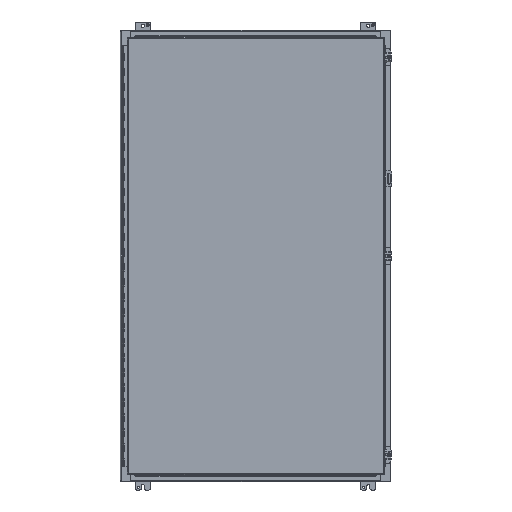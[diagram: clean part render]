
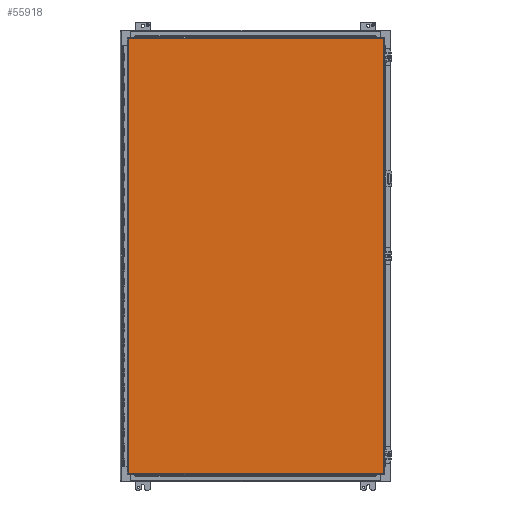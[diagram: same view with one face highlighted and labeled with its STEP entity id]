
A CAD part, front view. The second image highlights one B-rep face of the part: STEP entity #55918.
In plain terms, the highlighted planar face has unit normal (0, -1, 0).
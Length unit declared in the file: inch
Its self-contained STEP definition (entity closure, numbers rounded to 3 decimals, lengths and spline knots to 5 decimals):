
#1324 = AXIS2_PLACEMENT_3D ( 'NONE', #33895, #24955, #28429 ) ;
#1830 = DIRECTION ( 'NONE',  ( 0., 0., 1. ) ) ;
#2423 = PLANE ( 'NONE',  #1324 ) ;
#2986 = FACE_OUTER_BOUND ( 'NONE', #55109, .T. ) ;
#5729 = ORIENTED_EDGE ( 'NONE', *, *, #54754, .F. ) ;
#7870 = CARTESIAN_POINT ( 'NONE',  ( -16.955, -17.185, 28.9945 ) ) ;
#9959 = CARTESIAN_POINT ( 'NONE',  ( 17.017, -17.185, 28.9945 ) ) ;
#9987 = DIRECTION ( 'NONE',  ( -1., 0., 0. ) ) ;
#12856 = CARTESIAN_POINT ( 'NONE',  ( -16.955, -17.185, -28.9945 ) ) ;
#15034 = VERTEX_POINT ( 'NONE', #12856 ) ;
#19196 = DIRECTION ( 'NONE',  ( 0., 0., -1. ) ) ;
#19501 = EDGE_CURVE ( 'NONE', #49974, #20368, #41125, .T. ) ;
#20368 = VERTEX_POINT ( 'NONE', #56465 ) ;
#22516 = CARTESIAN_POINT ( 'NONE',  ( 17.017, -17.185, 28.9945 ) ) ;
#23203 = VECTOR ( 'NONE', #46555, 39.37008 ) ;
#24955 = DIRECTION ( 'NONE',  ( 0., -1., 0. ) ) ;
#25029 = EDGE_CURVE ( 'NONE', #15034, #27281, #46013, .T. ) ;
#27281 = VERTEX_POINT ( 'NONE', #7870 ) ;
#28429 = DIRECTION ( 'NONE',  ( 0., 0., -1. ) ) ;
#30582 = ORIENTED_EDGE ( 'NONE', *, *, #19501, .F. ) ;
#33443 = VECTOR ( 'NONE', #9987, 39.37008 ) ;
#33895 = CARTESIAN_POINT ( 'NONE',  ( -16.955, -17.185, -28.9945 ) ) ;
#34896 = VECTOR ( 'NONE', #1830, 39.37008 ) ;
#35783 = VECTOR ( 'NONE', #19196, 39.37008 ) ;
#35950 = LINE ( 'NONE', #36517, #33443 ) ;
#36517 = CARTESIAN_POINT ( 'NONE',  ( 17.017, -17.185, -28.9945 ) ) ;
#37591 = LINE ( 'NONE', #55212, #23203 ) ;
#40606 = ORIENTED_EDGE ( 'NONE', *, *, #25029, .F. ) ;
#41125 = LINE ( 'NONE', #9959, #35783 ) ;
#43142 = EDGE_CURVE ( 'NONE', #27281, #49974, #37591, .T. ) ;
#46013 = LINE ( 'NONE', #55525, #34896 ) ;
#46555 = DIRECTION ( 'NONE',  ( 1., 0., 0. ) ) ;
#49974 = VERTEX_POINT ( 'NONE', #22516 ) ;
#52252 = ORIENTED_EDGE ( 'NONE', *, *, #43142, .F. ) ;
#54754 = EDGE_CURVE ( 'NONE', #20368, #15034, #35950, .T. ) ;
#55109 = EDGE_LOOP ( 'NONE', ( #30582, #52252, #40606, #5729 ) ) ;
#55212 = CARTESIAN_POINT ( 'NONE',  ( -16.955, -17.185, 28.9945 ) ) ;
#55525 = CARTESIAN_POINT ( 'NONE',  ( -16.955, -17.185, -28.9945 ) ) ;
#55918 = ADVANCED_FACE ( 'NONE', ( #2986 ), #2423, .T. ) ;
#56465 = CARTESIAN_POINT ( 'NONE',  ( 17.017, -17.185, -28.9945 ) ) ;
